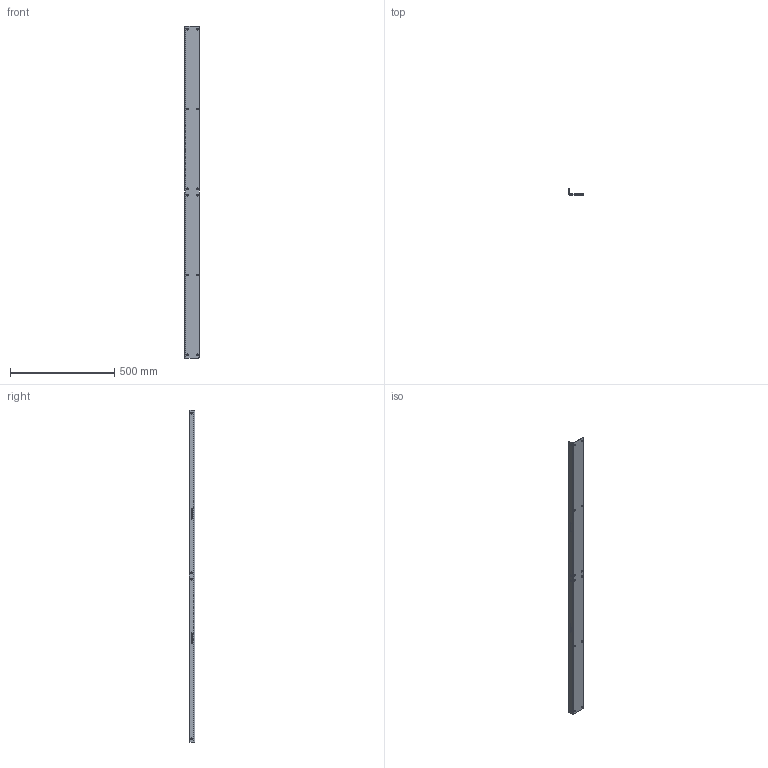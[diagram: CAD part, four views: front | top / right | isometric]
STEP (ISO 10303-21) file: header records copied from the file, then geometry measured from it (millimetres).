
FILE_DESCRIPTION (( 'STEP AP214' ), '1' );
FILE_NAME ('Cornière_oblong.STEP', '2023-06-03T14:37:14', ( '' ), ( '' ), 'SwSTEP 2.0', 'SolidWorks 2023', '' );
FILE_SCHEMA (( 'AUTOMOTIVE_DESIGN' ));
Length unit declared in the file: millimetre
Products named in the file (1): Cornière_oblong
Bounding box: 70 x 27 x 1596 mm (x, y, z)
Volume: 439762.7 mm3; surface area: 304858.6 mm2
Topology: 1 solids, 1 shells, 100 faces, 254 edges, 156 vertices
Faces by surface type: cylinder 42, cone 38, plane 20
Entity records: 3125 total; most frequent: DIRECTION 588, CARTESIAN_POINT 511, ORIENTED_EDGE 508, EDGE_CURVE 254, AXIS2_PLACEMENT_3D 233, VERTEX_POINT 156, EDGE_LOOP 136, CIRCLE 132
